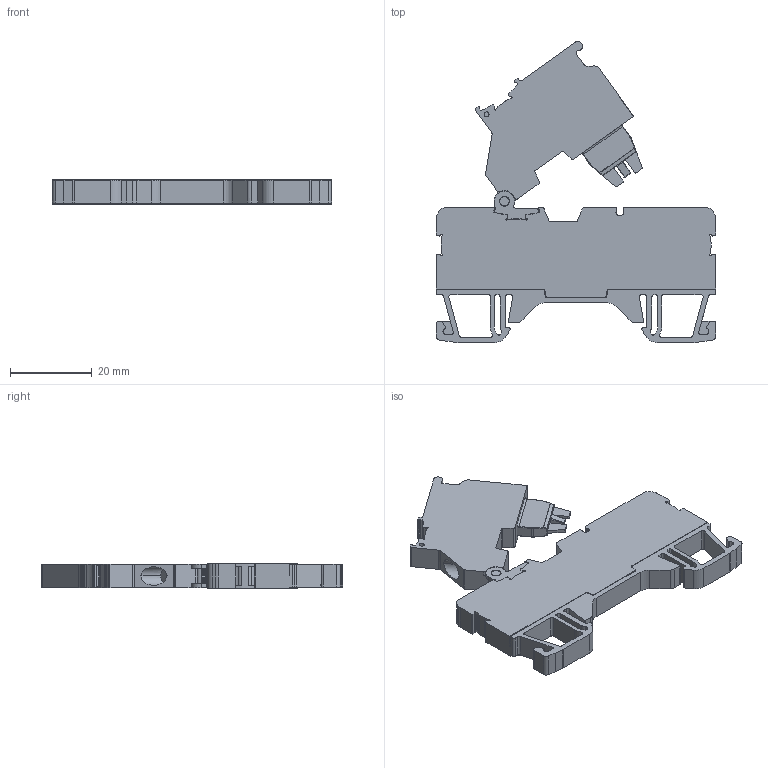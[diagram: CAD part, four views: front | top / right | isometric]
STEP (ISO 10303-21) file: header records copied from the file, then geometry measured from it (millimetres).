
FILE_DESCRIPTION (( 'STEP AP203' ), '1' );
FILE_NAME ('OPK 2,5 - SÝGORTASIZ.STEP', '2020-03-20T07:32:16', ( '' ), ( '' ), 'SwSTEP 2.0', 'SolidWorks 2011', '' );
FILE_SCHEMA (( 'CONFIG_CONTROL_DESIGN' ));
Length unit declared in the file: millimetre
Products named in the file (1): OPK 2,5 - SÝGORTASIZ
Bounding box: 68.3 x 73.65 x 5.9 mm (x, y, z)
Volume: 13506.3 mm3; surface area: 9594.9 mm2
Topology: 1 solids, 6 shells, 775 faces, 2213 edges, 1460 vertices
Faces by surface type: cylinder 372, plane 350, bspline 46, cone 6, sphere 1
Entity records: 28218 total; most frequent: CARTESIAN_POINT 9215, ORIENTED_EDGE 4420, DIRECTION 3279, EDGE_CURVE 2210, VERTEX_POINT 1460, VECTOR 1227, LINE 1227, AXIS2_PLACEMENT_3D 1026
